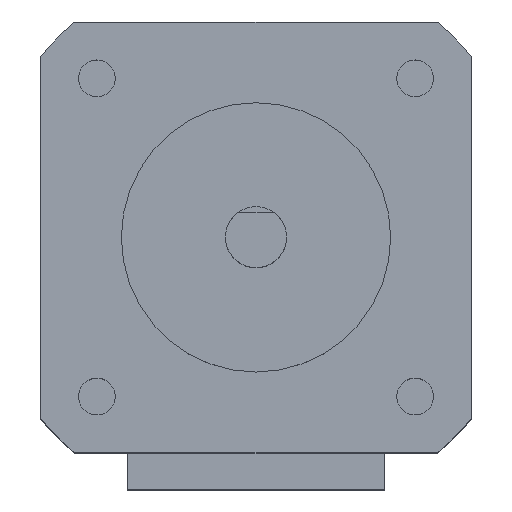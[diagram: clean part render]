
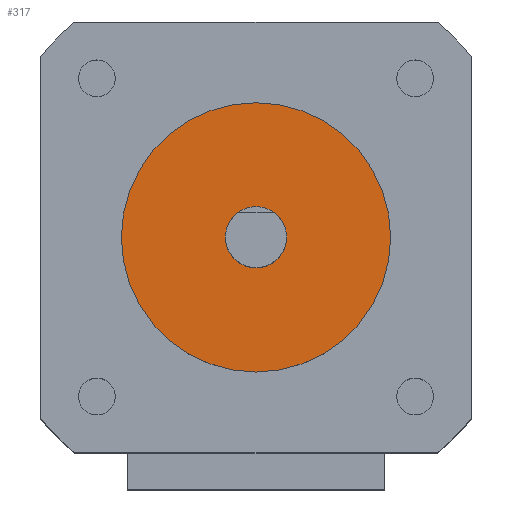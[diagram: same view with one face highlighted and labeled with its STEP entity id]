
A CAD part, top view. The second image highlights one B-rep face of the part: STEP entity #317.
In plain terms, the highlighted planar face has unit normal (0, 0, 1).
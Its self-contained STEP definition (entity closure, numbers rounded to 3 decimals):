
#39 = EDGE_CURVE ( 'NONE', #1610, #1775, #441, .T. ) ;
#45 = EDGE_CURVE ( 'NONE', #1775, #1610, #1497, .T. ) ;
#64 = CIRCLE ( 'NONE', #1373, 2.5 ) ;
#104 = CARTESIAN_POINT ( 'NONE',  ( 0., 0., 49.5 ) ) ;
#165 = CARTESIAN_POINT ( 'NONE',  ( 0., 0., 49.5 ) ) ;
#317 = ADVANCED_FACE ( 'NONE', ( #729, #1402 ), #2060, .T. ) ;
#441 = CIRCLE ( 'NONE', #1939, 11. ) ;
#457 = CARTESIAN_POINT ( 'NONE',  ( 2.5, 0., 49.5 ) ) ;
#480 = DIRECTION ( 'NONE',  ( 1., 0., 0. ) ) ;
#564 = CARTESIAN_POINT ( 'NONE',  ( 0., 0., 49.5 ) ) ;
#646 = CARTESIAN_POINT ( 'NONE',  ( 0., 0., 49.5 ) ) ;
#658 = DIRECTION ( 'NONE',  ( -1., 0., 0. ) ) ;
#659 = DIRECTION ( 'NONE',  ( -1., 0., 0. ) ) ;
#662 = VERTEX_POINT ( 'NONE', #1232 ) ;
#729 = FACE_BOUND ( 'NONE', #1486, .T. ) ;
#949 = ORIENTED_EDGE ( 'NONE', *, *, #1033, .T. ) ;
#981 = AXIS2_PLACEMENT_3D ( 'NONE', #1948, #1776, #1102 ) ;
#1002 = AXIS2_PLACEMENT_3D ( 'NONE', #104, #1453, #1460 ) ;
#1008 = ORIENTED_EDGE ( 'NONE', *, *, #1195, .T. ) ;
#1011 = CARTESIAN_POINT ( 'NONE',  ( -11., 0., 49.5 ) ) ;
#1033 = EDGE_CURVE ( 'NONE', #662, #2148, #1410, .T. ) ;
#1061 = ORIENTED_EDGE ( 'NONE', *, *, #45, .F. ) ;
#1102 = DIRECTION ( 'NONE',  ( -1., 0., 0. ) ) ;
#1195 = EDGE_CURVE ( 'NONE', #2148, #662, #64, .T. ) ;
#1221 = AXIS2_PLACEMENT_3D ( 'NONE', #564, #1645, #480 ) ;
#1232 = CARTESIAN_POINT ( 'NONE',  ( -2.5, 0., 49.5 ) ) ;
#1319 = DIRECTION ( 'NONE',  ( 0., 0., -1. ) ) ;
#1373 = AXIS2_PLACEMENT_3D ( 'NONE', #165, #2159, #659 ) ;
#1402 = FACE_OUTER_BOUND ( 'NONE', #2175, .T. ) ;
#1410 = CIRCLE ( 'NONE', #981, 2.5 ) ;
#1453 = DIRECTION ( 'NONE',  ( 0., 0., -1. ) ) ;
#1460 = DIRECTION ( 'NONE',  ( -1., 0., 0. ) ) ;
#1486 = EDGE_LOOP ( 'NONE', ( #949, #1008 ) ) ;
#1497 = CIRCLE ( 'NONE', #1002, 11. ) ;
#1610 = VERTEX_POINT ( 'NONE', #1624 ) ;
#1624 = CARTESIAN_POINT ( 'NONE',  ( 11., 0., 49.5 ) ) ;
#1645 = DIRECTION ( 'NONE',  ( 0., 0., 1. ) ) ;
#1775 = VERTEX_POINT ( 'NONE', #1011 ) ;
#1776 = DIRECTION ( 'NONE',  ( 0., 0., -1. ) ) ;
#1939 = AXIS2_PLACEMENT_3D ( 'NONE', #646, #1319, #658 ) ;
#1948 = CARTESIAN_POINT ( 'NONE',  ( 0., 0., 49.5 ) ) ;
#1983 = ORIENTED_EDGE ( 'NONE', *, *, #39, .F. ) ;
#2060 = PLANE ( 'NONE',  #1221 ) ;
#2148 = VERTEX_POINT ( 'NONE', #457 ) ;
#2159 = DIRECTION ( 'NONE',  ( 0., 0., -1. ) ) ;
#2175 = EDGE_LOOP ( 'NONE', ( #1061, #1983 ) ) ;
